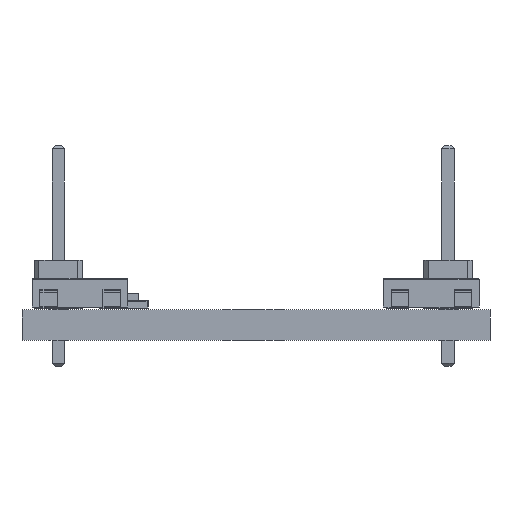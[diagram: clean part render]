
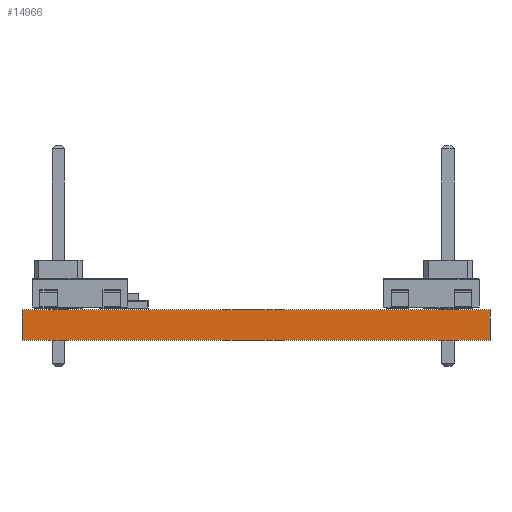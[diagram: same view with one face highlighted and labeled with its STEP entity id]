
A CAD part, front view. The second image highlights one B-rep face of the part: STEP entity #14966.
In plain terms, the highlighted planar face has unit normal (0, -1, 0).
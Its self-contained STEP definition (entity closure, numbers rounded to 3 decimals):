
#14785 = PLANE('',#14786);
#14786 = AXIS2_PLACEMENT_3D('',#14787,#14788,#14789);
#14787 = CARTESIAN_POINT('',(62.5,-32.6,0.));
#14788 = DIRECTION('',(1.,0.,-0.));
#14789 = DIRECTION('',(0.,-1.,0.));
#14810 = VERTEX_POINT('',#14811);
#14811 = CARTESIAN_POINT('',(62.5,-58.9,1.6));
#14825 = PLANE('',#14826);
#14826 = AXIS2_PLACEMENT_3D('',#14827,#14828,#14829);
#14827 = CARTESIAN_POINT('',(50.25,-45.75,1.6));
#14828 = DIRECTION('',(-0.,-0.,-1.));
#14829 = DIRECTION('',(-1.,0.,0.));
#14837 = EDGE_CURVE('',#14838,#14810,#14840,.T.);
#14838 = VERTEX_POINT('',#14839);
#14839 = CARTESIAN_POINT('',(62.5,-58.9,0.));
#14840 = SURFACE_CURVE('',#14841,(#14845,#14852),.PCURVE_S1.);
#14841 = LINE('',#14842,#14843);
#14842 = CARTESIAN_POINT('',(62.5,-58.9,0.));
#14843 = VECTOR('',#14844,1.);
#14844 = DIRECTION('',(0.,0.,1.));
#14845 = PCURVE('',#14785,#14846);
#14846 = DEFINITIONAL_REPRESENTATION('',(#14847),#14851);
#14847 = LINE('',#14848,#14849);
#14848 = CARTESIAN_POINT('',(26.3,0.));
#14849 = VECTOR('',#14850,1.);
#14850 = DIRECTION('',(0.,-1.));
#14851 = ( GEOMETRIC_REPRESENTATION_CONTEXT(2) 
PARAMETRIC_REPRESENTATION_CONTEXT() REPRESENTATION_CONTEXT('2D SPACE',''
  ) );
#14852 = PCURVE('',#14853,#14858);
#14853 = PLANE('',#14854);
#14854 = AXIS2_PLACEMENT_3D('',#14855,#14856,#14857);
#14855 = CARTESIAN_POINT('',(62.5,-58.9,0.));
#14856 = DIRECTION('',(0.,-1.,0.));
#14857 = DIRECTION('',(-1.,0.,0.));
#14858 = DEFINITIONAL_REPRESENTATION('',(#14859),#14863);
#14859 = LINE('',#14860,#14861);
#14860 = CARTESIAN_POINT('',(0.,-0.));
#14861 = VECTOR('',#14862,1.);
#14862 = DIRECTION('',(0.,-1.));
#14863 = ( GEOMETRIC_REPRESENTATION_CONTEXT(2) 
PARAMETRIC_REPRESENTATION_CONTEXT() REPRESENTATION_CONTEXT('2D SPACE',''
  ) );
#14879 = PLANE('',#14880);
#14880 = AXIS2_PLACEMENT_3D('',#14881,#14882,#14883);
#14881 = CARTESIAN_POINT('',(50.25,-45.75,0.));
#14882 = DIRECTION('',(-0.,-0.,-1.));
#14883 = DIRECTION('',(-1.,0.,0.));
#14912 = PLANE('',#14913);
#14913 = AXIS2_PLACEMENT_3D('',#14914,#14915,#14916);
#14914 = CARTESIAN_POINT('',(38.,-58.9,0.));
#14915 = DIRECTION('',(-1.,0.,0.));
#14916 = DIRECTION('',(0.,1.,0.));
#14966 = ADVANCED_FACE('',(#14967),#14853,.T.);
#14967 = FACE_BOUND('',#14968,.T.);
#14968 = EDGE_LOOP('',(#14969,#14970,#14993,#15016));
#14969 = ORIENTED_EDGE('',*,*,#14837,.T.);
#14970 = ORIENTED_EDGE('',*,*,#14971,.T.);
#14971 = EDGE_CURVE('',#14810,#14972,#14974,.T.);
#14972 = VERTEX_POINT('',#14973);
#14973 = CARTESIAN_POINT('',(38.,-58.9,1.6));
#14974 = SURFACE_CURVE('',#14975,(#14979,#14986),.PCURVE_S1.);
#14975 = LINE('',#14976,#14977);
#14976 = CARTESIAN_POINT('',(62.5,-58.9,1.6));
#14977 = VECTOR('',#14978,1.);
#14978 = DIRECTION('',(-1.,0.,0.));
#14979 = PCURVE('',#14853,#14980);
#14980 = DEFINITIONAL_REPRESENTATION('',(#14981),#14985);
#14981 = LINE('',#14982,#14983);
#14982 = CARTESIAN_POINT('',(0.,-1.6));
#14983 = VECTOR('',#14984,1.);
#14984 = DIRECTION('',(1.,0.));
#14985 = ( GEOMETRIC_REPRESENTATION_CONTEXT(2) 
PARAMETRIC_REPRESENTATION_CONTEXT() REPRESENTATION_CONTEXT('2D SPACE',''
  ) );
#14986 = PCURVE('',#14825,#14987);
#14987 = DEFINITIONAL_REPRESENTATION('',(#14988),#14992);
#14988 = LINE('',#14989,#14990);
#14989 = CARTESIAN_POINT('',(-12.25,-13.15));
#14990 = VECTOR('',#14991,1.);
#14991 = DIRECTION('',(1.,0.));
#14992 = ( GEOMETRIC_REPRESENTATION_CONTEXT(2) 
PARAMETRIC_REPRESENTATION_CONTEXT() REPRESENTATION_CONTEXT('2D SPACE',''
  ) );
#14993 = ORIENTED_EDGE('',*,*,#14994,.F.);
#14994 = EDGE_CURVE('',#14995,#14972,#14997,.T.);
#14995 = VERTEX_POINT('',#14996);
#14996 = CARTESIAN_POINT('',(38.,-58.9,0.));
#14997 = SURFACE_CURVE('',#14998,(#15002,#15009),.PCURVE_S1.);
#14998 = LINE('',#14999,#15000);
#14999 = CARTESIAN_POINT('',(38.,-58.9,0.));
#15000 = VECTOR('',#15001,1.);
#15001 = DIRECTION('',(0.,0.,1.));
#15002 = PCURVE('',#14853,#15003);
#15003 = DEFINITIONAL_REPRESENTATION('',(#15004),#15008);
#15004 = LINE('',#15005,#15006);
#15005 = CARTESIAN_POINT('',(24.5,0.));
#15006 = VECTOR('',#15007,1.);
#15007 = DIRECTION('',(0.,-1.));
#15008 = ( GEOMETRIC_REPRESENTATION_CONTEXT(2) 
PARAMETRIC_REPRESENTATION_CONTEXT() REPRESENTATION_CONTEXT('2D SPACE',''
  ) );
#15009 = PCURVE('',#14912,#15010);
#15010 = DEFINITIONAL_REPRESENTATION('',(#15011),#15015);
#15011 = LINE('',#15012,#15013);
#15012 = CARTESIAN_POINT('',(0.,0.));
#15013 = VECTOR('',#15014,1.);
#15014 = DIRECTION('',(0.,-1.));
#15015 = ( GEOMETRIC_REPRESENTATION_CONTEXT(2) 
PARAMETRIC_REPRESENTATION_CONTEXT() REPRESENTATION_CONTEXT('2D SPACE',''
  ) );
#15016 = ORIENTED_EDGE('',*,*,#15017,.F.);
#15017 = EDGE_CURVE('',#14838,#14995,#15018,.T.);
#15018 = SURFACE_CURVE('',#15019,(#15023,#15030),.PCURVE_S1.);
#15019 = LINE('',#15020,#15021);
#15020 = CARTESIAN_POINT('',(62.5,-58.9,0.));
#15021 = VECTOR('',#15022,1.);
#15022 = DIRECTION('',(-1.,0.,0.));
#15023 = PCURVE('',#14853,#15024);
#15024 = DEFINITIONAL_REPRESENTATION('',(#15025),#15029);
#15025 = LINE('',#15026,#15027);
#15026 = CARTESIAN_POINT('',(0.,-0.));
#15027 = VECTOR('',#15028,1.);
#15028 = DIRECTION('',(1.,0.));
#15029 = ( GEOMETRIC_REPRESENTATION_CONTEXT(2) 
PARAMETRIC_REPRESENTATION_CONTEXT() REPRESENTATION_CONTEXT('2D SPACE',''
  ) );
#15030 = PCURVE('',#14879,#15031);
#15031 = DEFINITIONAL_REPRESENTATION('',(#15032),#15036);
#15032 = LINE('',#15033,#15034);
#15033 = CARTESIAN_POINT('',(-12.25,-13.15));
#15034 = VECTOR('',#15035,1.);
#15035 = DIRECTION('',(1.,0.));
#15036 = ( GEOMETRIC_REPRESENTATION_CONTEXT(2) 
PARAMETRIC_REPRESENTATION_CONTEXT() REPRESENTATION_CONTEXT('2D SPACE',''
  ) );
